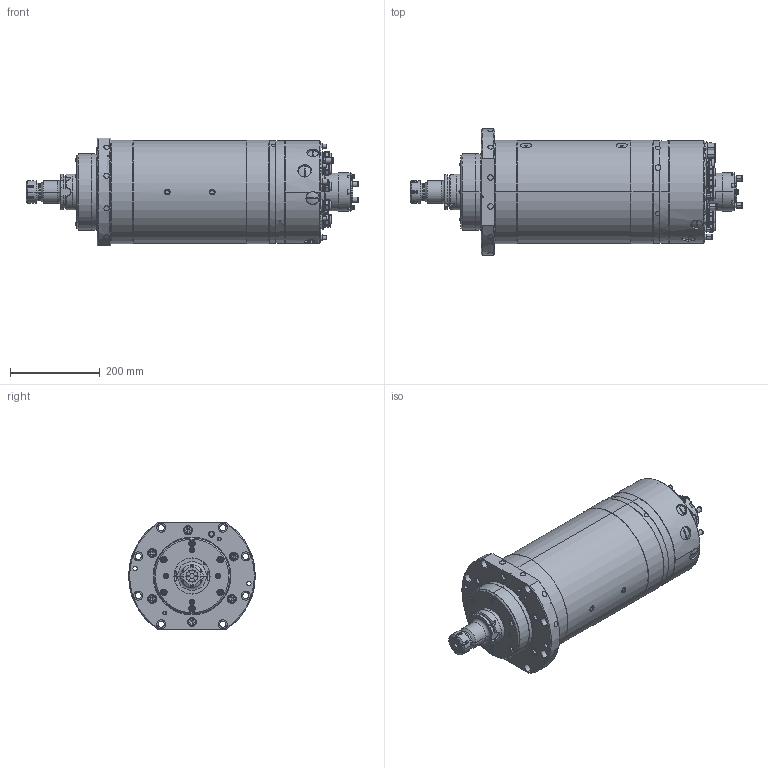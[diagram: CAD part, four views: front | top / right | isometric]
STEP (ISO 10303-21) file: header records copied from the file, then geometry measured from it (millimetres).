
FILE_DESCRIPTION (( 'STEP AP203' ), '1' );
FILE_NAME ('230AI17FHK-00-.STEP', '2016-02-12T08:40:52', ( '' ), ( '' ), 'SwSTEP 2.0', 'SolidWorks 2014', '' );
FILE_SCHEMA (( 'CONFIG_CONTROL_DESIGN' ));
Length unit declared in the file: millimetre
Products named in the file (1): 230AI17FHK-00-
Bounding box: 739.13 x 282 x 240 mm (x, y, z)
Surface area: 697389.5 mm2 (no closed solid volume)
Topology: 0 solids, 204 shells, 1856 faces, 5511 edges, 3806 vertices
Faces by surface type: cylinder 797, plane 698, cone 186, torus 141, sphere 22, bspline 12
Entity records: 67862 total; most frequent: CARTESIAN_POINT 17387, DIRECTION 11445, ORIENTED_EDGE 8875, EDGE_CURVE 5445, AXIS2_PLACEMENT_3D 4498, VERTEX_POINT 3788, CIRCLE 2653, VECTOR 2449
